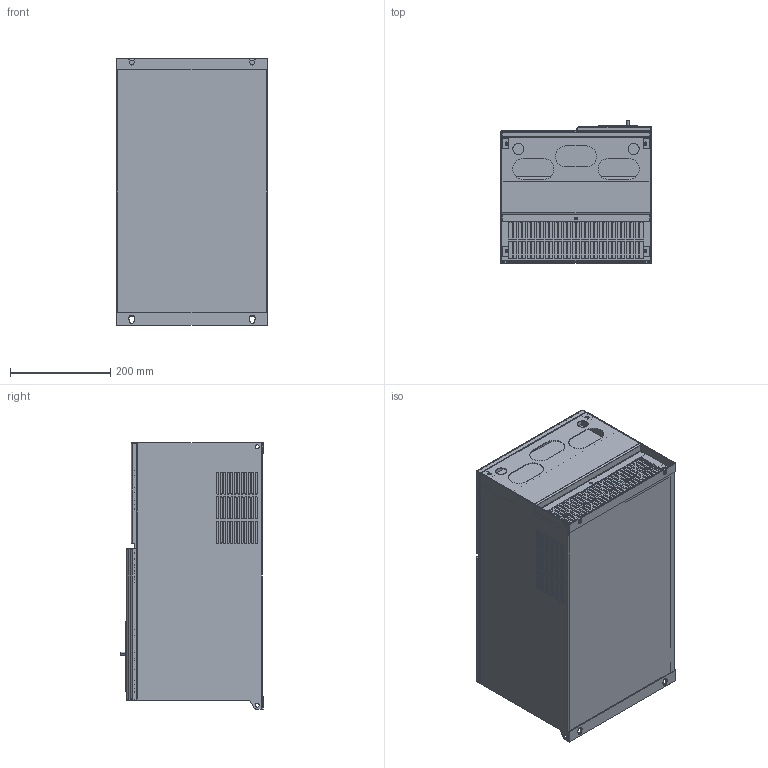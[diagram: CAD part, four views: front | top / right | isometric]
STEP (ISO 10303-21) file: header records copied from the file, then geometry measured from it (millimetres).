
FILE_DESCRIPTION (( 'STEP AP203' ), '1' );
FILE_NAME ('CNT-A310D33V45-55TE.STEP', '2026-02-26T09:56:44', ( '' ), ( '' ), 'SwSTEP 2.0', 'SolidWorks 2022', '' );
FILE_SCHEMA (( 'CONFIG_CONTROL_DESIGN' ));
Products named in the file (1): CNT-A310D33V45-55TE
Bounding box: 300 x 284 x 530 mm (x, y, z)
Volume: 36294295.3 mm3; surface area: 1577763.6 mm2
Topology: 17 solids, 23 shells, 1963 faces, 5309 edges, 3410 vertices
Faces by surface type: plane 1153, cylinder 792, sphere 8, bspline 8, torus 2
Entity records: 62546 total; most frequent: CARTESIAN_POINT 11162, DIRECTION 10816, ORIENTED_EDGE 10602, EDGE_CURVE 5301, VECTOR 3656, LINE 3656, AXIS2_PLACEMENT_3D 3580, VERTEX_POINT 3410
